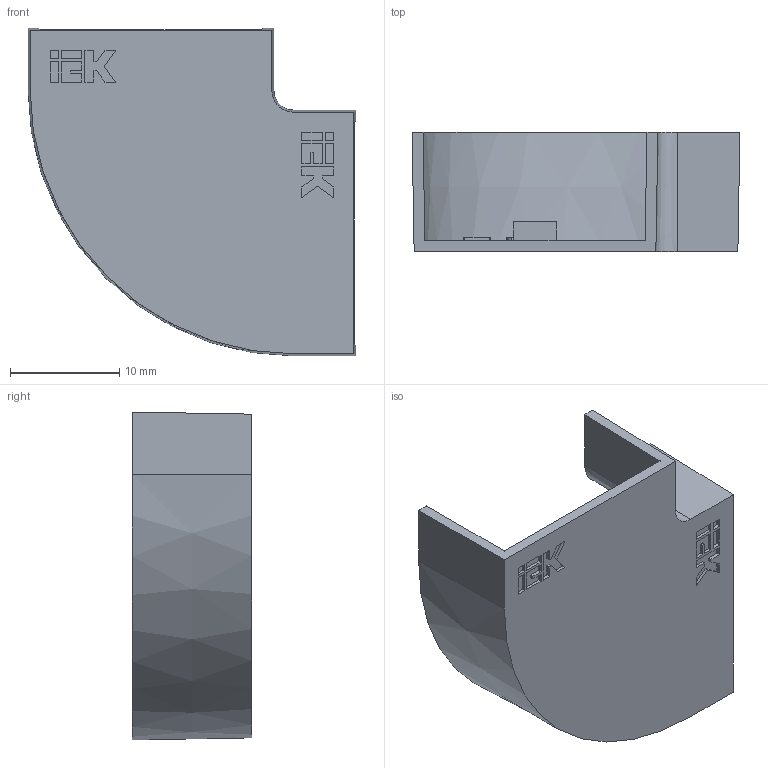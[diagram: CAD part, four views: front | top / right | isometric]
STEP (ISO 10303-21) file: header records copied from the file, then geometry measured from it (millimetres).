
FILE_DESCRIPTION (( 'STEP AP214' ), '1' );
FILE_NAME ('ÊÌÏ 20õ10 (2 î÷åðåäü)_èçì.1.STEP', '2016-06-22T08:52:54', ( '' ), ( '' ), 'SwSTEP 2.0', 'SolidWorks 2014', '' );
FILE_SCHEMA (( 'AUTOMOTIVE_DESIGN' ));
Length unit declared in the file: millimetre
Products named in the file (1): ÊÌÏ 20õ10 (2 î÷åðåäü)_èçì.1
Bounding box: 29.98 x 10.9 x 29.98 mm (x, y, z)
Volume: 1329.1 mm3; surface area: 2877.8 mm2
Topology: 1 solids, 1 shells, 270 faces, 738 edges, 492 vertices
Faces by surface type: plane 175, bspline 89, cone 4, cylinder 2
Entity records: 10802 total; most frequent: CARTESIAN_POINT 4518, ORIENTED_EDGE 1476, DIRECTION 936, EDGE_CURVE 738, LINE 548, VECTOR 548, VERTEX_POINT 492, EDGE_LOOP 292
